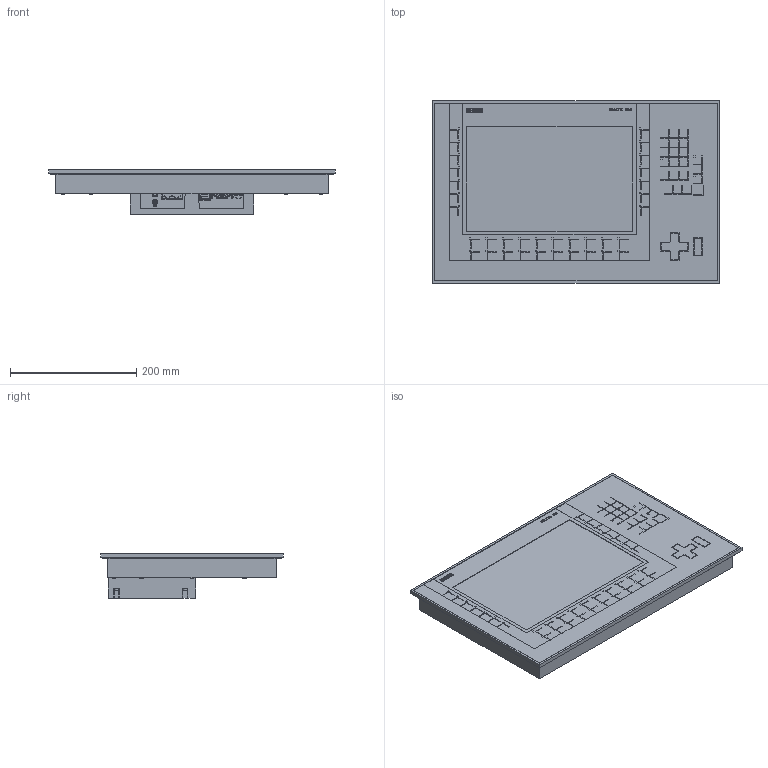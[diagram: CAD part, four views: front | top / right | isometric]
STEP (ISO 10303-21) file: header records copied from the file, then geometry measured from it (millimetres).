
FILE_DESCRIPTION(/* description */ (''),/* implementation_level */ '2;1');
FILE_NAME(/* name */ '6av21241mc010ax0_001_3d.stp',/* time_stamp */ '2011-03-02T11:06:24+01:00',/* author */ ('I. Payrits'),/* organization */ ('Siemens AG'),/* preprocessor_version */ 'ST-DEVELOPER v11',/* originating_system */ 'SIEMENS UGS NX 6.0',/* authorisation */ '');
FILE_SCHEMA (('AUTOMOTIVE_DESIGN { 1 0 10303 214 1 1 1 1 }'));
Products named in the file (5): A5E30321192A_001; A5E30292377A_001; A5E30292375A_001; A5E30292351A_001; A5E30292381A_001
Assembly tree (4 placements, depth 2):
  A5E30292381A_001
    A5E30292351A_001
    A5E30292375A_001
    A5E30292377A_001
    A5E30321192A_001
Bounding box: 454 x 289 x 70.6 mm (x, y, z)
Volume: 4560310.8 mm3; surface area: 436762.4 mm2
Topology: 362 solids, 362 shells, 3841 faces, 9138 edges, 6089 vertices
Faces by surface type: plane 3201, cylinder 357, extrusion 267, torus 16
Full cylindrical faces by diameter (mm): 0.9 x9, 2.4 x2, 3 x2, 3.4 x2, 3.8 x2, 5.5 x11, 7 x6, 8 x1, 8.5 x2
Entity records: 123534 total; most frequent: CARTESIAN_POINT 32230, ORIENTED_EDGE 18114, DIRECTION 16633, EDGE_CURVE 9057, VECTOR 7999, LINE 7732, VERTEX_POINT 6078, AXIS2_PLACEMENT_3D 4317
